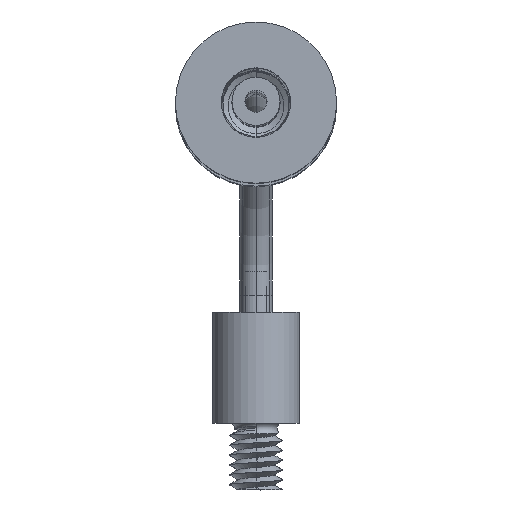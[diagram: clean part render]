
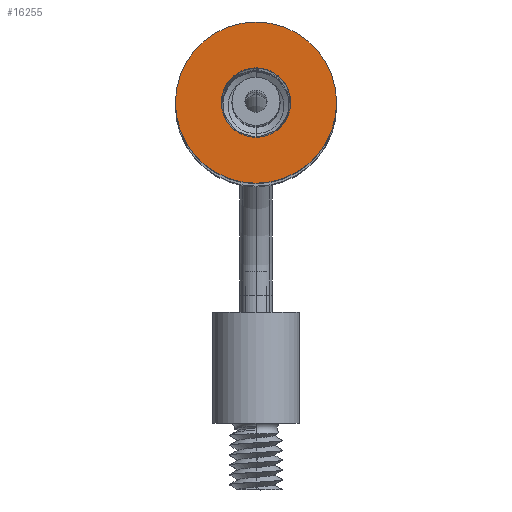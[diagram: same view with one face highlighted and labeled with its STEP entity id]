
A CAD part, top view. The second image highlights one B-rep face of the part: STEP entity #16255.
In plain terms, the highlighted face is planar.
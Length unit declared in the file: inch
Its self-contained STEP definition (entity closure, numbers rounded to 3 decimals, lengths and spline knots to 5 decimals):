
#16088=CARTESIAN_POINT('',(0.,0.,-0.34211));
#16089=DIRECTION('',(0.,0.,1.));
#16090=DIRECTION('',(0.,1.,0.));
#16091=AXIS2_PLACEMENT_3D('',#16088,#16089,#16090);
#16097=CARTESIAN_POINT('',(0.,0.,-0.34211));
#16098=DIRECTION('',(0.,0.,-1.));
#16099=DIRECTION('',(0.,1.,0.));
#16100=AXIS2_PLACEMENT_3D('',#16097,#16098,#16099);
#16106=CARTESIAN_POINT('',(0.,0.,-0.34211));
#16107=DIRECTION('',(0.,0.,1.));
#16108=DIRECTION('',(0.,1.,0.));
#16109=AXIS2_PLACEMENT_3D('',#16106,#16107,#16108);
#16111=CARTESIAN_POINT('',(0.,0.,-0.34211));
#16112=DIRECTION('',(0.,0.,-1.));
#16113=DIRECTION('',(0.,1.,0.));
#16114=AXIS2_PLACEMENT_3D('',#16111,#16112,#16113);
#16176=CARTESIAN_POINT('',(0.,0.0625,-0.34211));
#16177=VERTEX_POINT('',#16176);
#16178=CARTESIAN_POINT('',(0.,0.145,-0.34211));
#16180=VERTEX_POINT('',#16178);
#16188=CARTESIAN_POINT('',(0.,-0.0625,-0.34211));
#16189=VERTEX_POINT('',#16188);
#16190=CARTESIAN_POINT('',(0.,-0.145,-0.34211));
#16192=VERTEX_POINT('',#16190);
#16240=CARTESIAN_POINT('',(0.,0.,-0.34211));
#16241=DIRECTION('',(0.,0.,1.));
#16242=DIRECTION('',(0.,1.,0.));
#16243=AXIS2_PLACEMENT_3D('',#16240,#16241,#16242);
#16244=PLANE('',#16243);
#16245=ORIENTED_EDGE('',*,*,#16233,.F.);
#16246=ORIENTED_EDGE('',*,*,#16222,.T.);
#16247=EDGE_LOOP('',(#16245,#16246));
#16248=FACE_OUTER_BOUND('',#16247,.F.);
#16250=ORIENTED_EDGE('',*,*,#16249,.F.);
#16252=ORIENTED_EDGE('',*,*,#16251,.T.);
#16253=EDGE_LOOP('',(#16250,#16252));
#16254=FACE_BOUND('',#16253,.F.);
#16255=ADVANCED_FACE('',(#16248,#16254),#16244,.F.);
#16092=CIRCLE('',#16091,0.145);
#16101=CIRCLE('',#16100,0.145);
#16110=CIRCLE('',#16109,0.0625);
#16115=CIRCLE('',#16114,0.0625);
#16222=EDGE_CURVE('',#16180,#16192,#16092,.T.);
#16233=EDGE_CURVE('',#16180,#16192,#16101,.T.);
#16249=EDGE_CURVE('',#16177,#16189,#16110,.T.);
#16251=EDGE_CURVE('',#16177,#16189,#16115,.T.);
